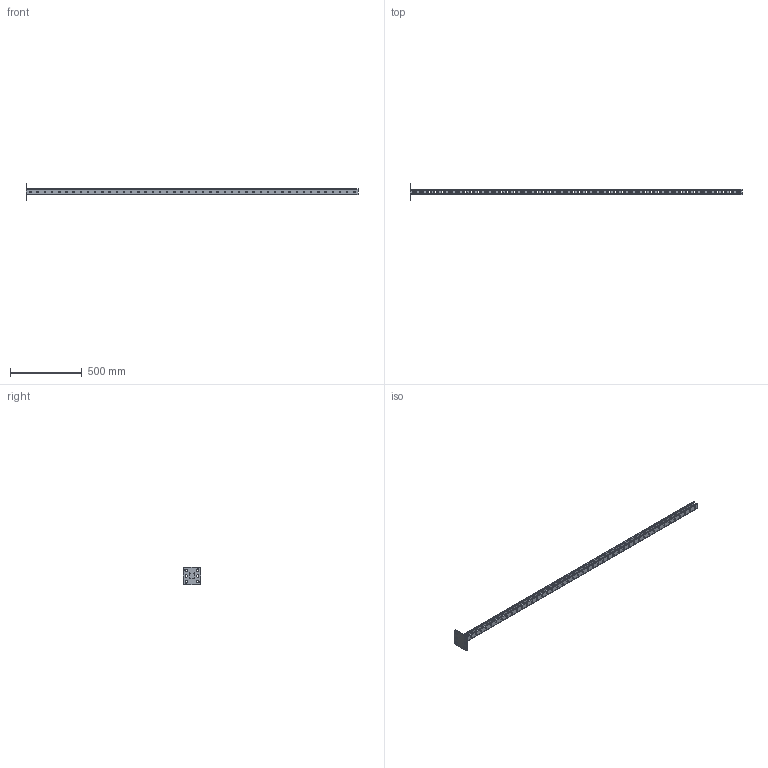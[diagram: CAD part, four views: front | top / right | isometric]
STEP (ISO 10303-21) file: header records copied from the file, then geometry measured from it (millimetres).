
FILE_DESCRIPTION (( 'STEP AP203' ), '1' );
FILE_NAME ('Êðîíøòåéí ïîòîëî÷íûé îäèíàðíûé_h41-2300.step', '2022-01-27T08:31:14', ( '' ), ( '' ), 'SwSTEP 2.0', 'SolidWorks 2017', '' );
FILE_SCHEMA (( 'CONFIG_CONTROL_DESIGN' ));
Length unit declared in the file: millimetre
Products named in the file (3): STRUT-镳铘桦黖h41-2300; Ïÿòêà ïîòîëî÷êàÿ; Êðîíøòåéí ïîòîëî÷íûé îäèíàðíûé_h41-2300
Assembly tree (2 placements, depth 2):
  Êðîíøòåéí ïîòîëî÷íûé îäèíàðíûé_h41-2300
    Ïÿòêà ïîòîëî÷êàÿ
    STRUT-镳铘桦黖h41-2300
Bounding box: 2306 x 120 x 120 mm (x, y, z)
Volume: 787894.6 mm3; surface area: 627979.9 mm2
Topology: 2 solids, 2 shells, 2242 faces, 6666 edges, 4428 vertices
Faces by surface type: plane 1936, cylinder 306
Entity records: 74959 total; most frequent: CARTESIAN_POINT 13341, ORIENTED_EDGE 13332, DIRECTION 11772, EDGE_CURVE 6666, VECTOR 6054, LINE 6054, VERTEX_POINT 4428, AXIS2_PLACEMENT_3D 2859
